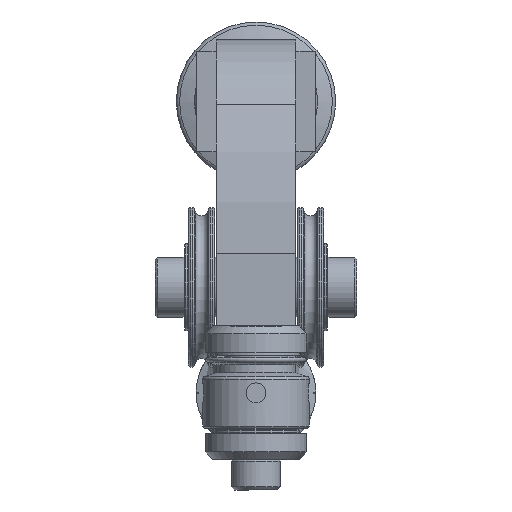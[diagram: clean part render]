
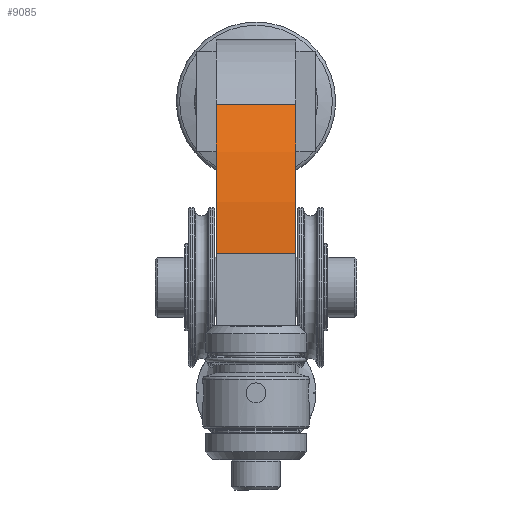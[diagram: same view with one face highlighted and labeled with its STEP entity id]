
A CAD part, front view. The second image highlights one B-rep face of the part: STEP entity #9085.
In plain terms, the highlighted cylindrical face has radius 56.731 mm (diameter 113.462 mm), a partial arc.
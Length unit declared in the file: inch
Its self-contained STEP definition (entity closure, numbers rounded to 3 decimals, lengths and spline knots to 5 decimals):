
#1108=CYLINDRICAL_SURFACE('',#10007,2.2335);
#1419=FACE_OUTER_BOUND('',#2015,.T.);
#2015=EDGE_LOOP('',(#6910,#6911,#6912,#6913));
#2683=LINE('',#16109,#3151);
#2691=LINE('',#16132,#3159);
#3151=VECTOR('',#11538,0.6992);
#3159=VECTOR('',#11558,0.3937);
#3597=CIRCLE('',#10005,2.2335);
#3599=CIRCLE('',#10008,2.2335);
#4147=VERTEX_POINT('',#16106);
#4148=VERTEX_POINT('',#16108);
#4150=VERTEX_POINT('',#16114);
#4157=VERTEX_POINT('',#16130);
#5156=EDGE_CURVE('',#4147,#4148,#2683,.T.);
#5159=EDGE_CURVE('',#4150,#4148,#3597,.T.);
#5167=EDGE_CURVE('',#4147,#4157,#3599,.T.);
#5168=EDGE_CURVE('',#4157,#4150,#2691,.T.);
#6910=ORIENTED_EDGE('',*,*,#5156,.F.);
#6911=ORIENTED_EDGE('',*,*,#5167,.T.);
#6912=ORIENTED_EDGE('',*,*,#5168,.T.);
#6913=ORIENTED_EDGE('',*,*,#5159,.T.);
#9085=ADVANCED_FACE('',(#1419),#1108,.T.);
#10005=AXIS2_PLACEMENT_3D('',#16115,#11544,#11545);
#10007=AXIS2_PLACEMENT_3D('',#16129,#11554,#11555);
#10008=AXIS2_PLACEMENT_3D('',#16131,#11556,#11557);
#11538=DIRECTION('',(-1.,0.,0.));
#11544=DIRECTION('center_axis',(1.,0.,0.));
#11545=DIRECTION('ref_axis',(0.,0.968,0.252));
#11554=DIRECTION('center_axis',(-1.,0.,0.));
#11555=DIRECTION('ref_axis',(0.,0.968,0.252));
#11556=DIRECTION('center_axis',(-1.,0.,0.));
#11557=DIRECTION('ref_axis',(0.,0.968,0.252));
#11558=DIRECTION('',(-1.,0.,0.));
#16106=CARTESIAN_POINT('',(0.25,-10.29658,1.69966));
#16108=CARTESIAN_POINT('',(-0.25,-10.29658,1.69966));
#16109=CARTESIAN_POINT('',(0.1875,-10.29658,1.69966));
#16114=CARTESIAN_POINT('',(-0.25,-10.09138,0.76451));
#16115=CARTESIAN_POINT('Origin',(-0.25,-12.32488,0.76451));
#16129=CARTESIAN_POINT('Origin',(0.1875,-12.32488,0.76451));
#16130=CARTESIAN_POINT('',(0.25,-10.09138,0.76451));
#16131=CARTESIAN_POINT('Origin',(0.25,-12.32488,0.76451));
#16132=CARTESIAN_POINT('',(0.1875,-10.09138,0.76451));
